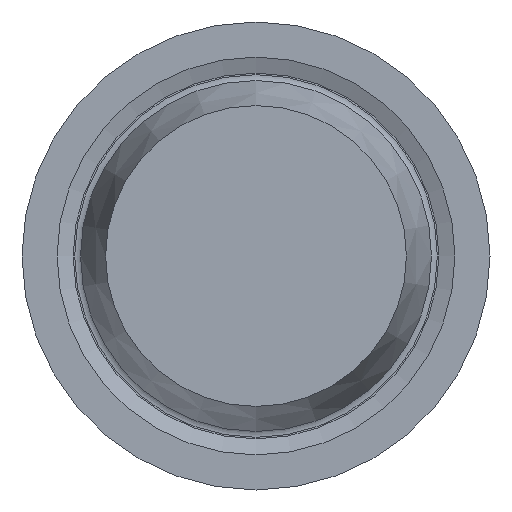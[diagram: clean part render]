
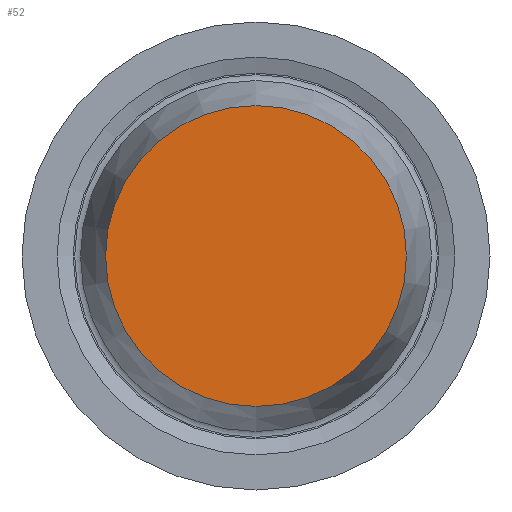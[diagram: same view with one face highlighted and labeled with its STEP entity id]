
A CAD part, front view. The second image highlights one B-rep face of the part: STEP entity #52.
In plain terms, the highlighted planar face has unit normal (0, -1, 0).
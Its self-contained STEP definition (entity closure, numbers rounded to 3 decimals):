
#52 = ADVANCED_FACE( '', ( #109 ), #110, .F. );
#109 = FACE_OUTER_BOUND( '', #162, .T. );
#110 = PLANE( '', #163 );
#162 = EDGE_LOOP( '', ( #225 ) );
#163 = AXIS2_PLACEMENT_3D( '', #226, #227, #228 );
#225 = ORIENTED_EDGE( '', *, *, #265, .T. );
#226 = CARTESIAN_POINT( '', ( 2.571, -9., 0. ) );
#227 = DIRECTION( '', ( 0., 1., 0. ) );
#228 = DIRECTION( '', ( 0., 0., 1. ) );
#265 = EDGE_CURVE( '', #298, #298, #299, .T. );
#298 = VERTEX_POINT( '', #332 );
#299 = CIRCLE( '', #333, 2.571 );
#332 = CARTESIAN_POINT( '', ( 0., -9., -2.571 ) );
#333 = AXIS2_PLACEMENT_3D( '', #367, #368, #369 );
#367 = CARTESIAN_POINT( '', ( 0., -9., 0. ) );
#368 = DIRECTION( '', ( 0., -1., 0. ) );
#369 = DIRECTION( '', ( 0., 0., -1. ) );
